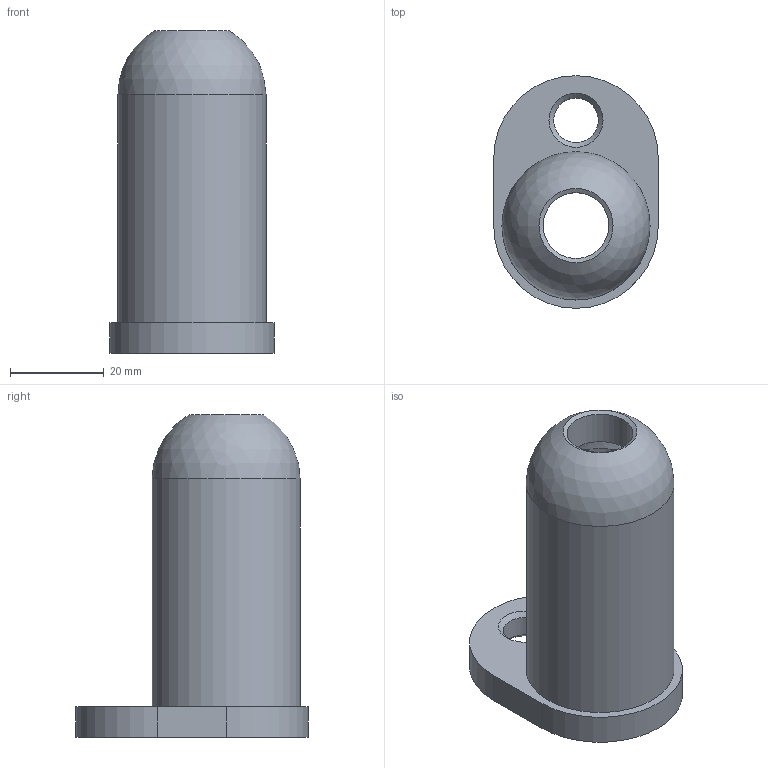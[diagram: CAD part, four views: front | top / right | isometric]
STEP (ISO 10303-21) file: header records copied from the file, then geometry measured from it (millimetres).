
FILE_DESCRIPTION(/* description */ (''),/* implementation_level */ '2;1');
FILE_NAME(/* name */ 'JOINER35_30eye v4.step',/* time_stamp */ '2020-12-23T16:52:11+11:00',/* author */ (''),/* organization */ (''),/* preprocessor_version */ 'ST-DEVELOPER v18.1',/* originating_system */ 'Autodesk Translation Framework v9.3.0.1241',/* authorisation */ '');
FILE_SCHEMA (('AUTOMOTIVE_DESIGN { 1 0 10303 214 3 1 1 }'));
Length unit declared in the file: millimetre
Products named in the file (1): JOINER35_30eye
Bounding box: 35 x 49.5 x 68.64 mm (x, y, z)
Volume: 12041.7 mm3; surface area: 14830.4 mm2
Topology: 1 solids, 1 shells, 16 faces, 33 edges, 20 vertices
Faces by surface type: cylinder 6, plane 5, cone 4, sphere 1
Full cylindrical faces by diameter (mm): 9.5 x1, 14 x1, 30.3 x1, 31.5 x1
Entity records: 467 total; most frequent: DIRECTION 84, CARTESIAN_POINT 70, ORIENTED_EDGE 66, AXIS2_PLACEMENT_3D 34, EDGE_CURVE 33, EDGE_LOOP 21, VERTEX_POINT 20, CIRCLE 17
